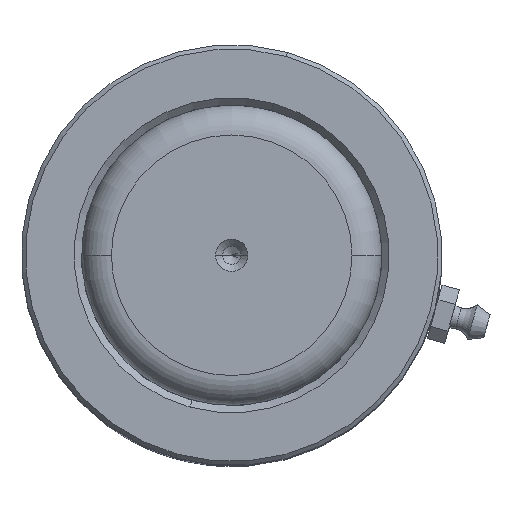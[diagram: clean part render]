
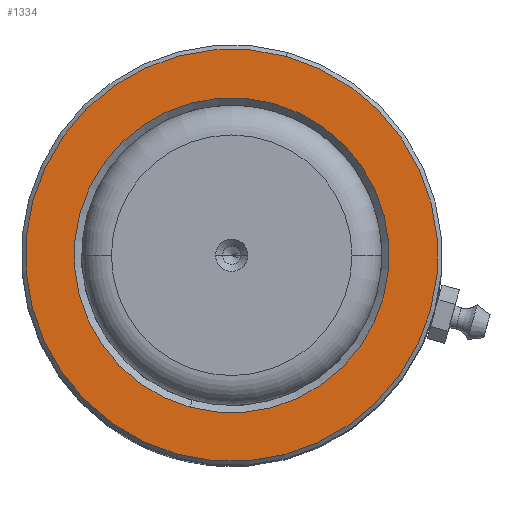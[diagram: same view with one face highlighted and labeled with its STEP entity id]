
A CAD part, top view. The second image highlights one B-rep face of the part: STEP entity #1334.
In plain terms, the highlighted planar face has unit normal (0, 0, 1).
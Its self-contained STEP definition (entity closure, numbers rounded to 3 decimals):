
#37 = FACE_OUTER_BOUND ( 'NONE', #9266, .T. ) ;
#38 = DIRECTION ( 'NONE',  ( 1., 0., 0. ) ) ;
#286 = VERTEX_POINT ( 'NONE', #7062 ) ;
#333 = VERTEX_POINT ( 'NONE', #5627 ) ;
#530 = EDGE_LOOP ( 'NONE', ( #1928, #4662 ) ) ;
#738 = VERTEX_POINT ( 'NONE', #766 ) ;
#766 = CARTESIAN_POINT ( 'NONE',  ( -34.3, 0., 100. ) ) ;
#1104 = EDGE_CURVE ( 'NONE', #286, #738, #5977, .T. ) ;
#1275 = DIRECTION ( 'NONE',  ( 1., 0., 0. ) ) ;
#1306 = CARTESIAN_POINT ( 'NONE',  ( 0., 0., 100. ) ) ;
#1334 = ADVANCED_FACE ( 'NONE', ( #37, #4230 ), #3647, .T. ) ;
#1468 = DIRECTION ( 'NONE',  ( 0., 0., 1. ) ) ;
#1500 = DIRECTION ( 'NONE',  ( 0., 0., 1. ) ) ;
#1928 = ORIENTED_EDGE ( 'NONE', *, *, #5231, .T. ) ;
#1984 = EDGE_CURVE ( 'NONE', #738, #286, #7907, .T. ) ;
#2088 = DIRECTION ( 'NONE',  ( 0., 0., -1. ) ) ;
#2209 = CIRCLE ( 'NONE', #3194, 26.2 ) ;
#2743 = CARTESIAN_POINT ( 'NONE',  ( 0., 0., 100. ) ) ;
#3194 = AXIS2_PLACEMENT_3D ( 'NONE', #2743, #2088, #4321 ) ;
#3265 = AXIS2_PLACEMENT_3D ( 'NONE', #4355, #1468, #38 ) ;
#3593 = CIRCLE ( 'NONE', #8558, 26.2 ) ;
#3647 = PLANE ( 'NONE',  #9419 ) ;
#3763 = EDGE_CURVE ( 'NONE', #333, #6555, #3593, .T. ) ;
#3957 = CARTESIAN_POINT ( 'NONE',  ( 0., 0., 100. ) ) ;
#4230 = FACE_BOUND ( 'NONE', #530, .T. ) ;
#4251 = ORIENTED_EDGE ( 'NONE', *, *, #1984, .T. ) ;
#4321 = DIRECTION ( 'NONE',  ( 1., 0., 0. ) ) ;
#4355 = CARTESIAN_POINT ( 'NONE',  ( 0., 0., 100. ) ) ;
#4457 = CARTESIAN_POINT ( 'NONE',  ( 0., 0., 100. ) ) ;
#4662 = ORIENTED_EDGE ( 'NONE', *, *, #3763, .T. ) ;
#5231 = EDGE_CURVE ( 'NONE', #6555, #333, #2209, .T. ) ;
#5627 = CARTESIAN_POINT ( 'NONE',  ( -26.2, 0., 100. ) ) ;
#5977 = CIRCLE ( 'NONE', #7938, 34.3 ) ;
#6167 = ORIENTED_EDGE ( 'NONE', *, *, #1104, .T. ) ;
#6392 = CARTESIAN_POINT ( 'NONE',  ( 26.2, 0., 100. ) ) ;
#6555 = VERTEX_POINT ( 'NONE', #6392 ) ;
#6996 = DIRECTION ( 'NONE',  ( 0., 0., -1. ) ) ;
#7062 = CARTESIAN_POINT ( 'NONE',  ( 34.3, 0., 100. ) ) ;
#7272 = DIRECTION ( 'NONE',  ( 1., 0., 0. ) ) ;
#7907 = CIRCLE ( 'NONE', #3265, 34.3 ) ;
#7938 = AXIS2_PLACEMENT_3D ( 'NONE', #1306, #8682, #1275 ) ;
#8558 = AXIS2_PLACEMENT_3D ( 'NONE', #3957, #6996, #9127 ) ;
#8682 = DIRECTION ( 'NONE',  ( 0., 0., 1. ) ) ;
#9127 = DIRECTION ( 'NONE',  ( 1., 0., 0. ) ) ;
#9266 = EDGE_LOOP ( 'NONE', ( #4251, #6167 ) ) ;
#9419 = AXIS2_PLACEMENT_3D ( 'NONE', #4457, #1500, #7272 ) ;
